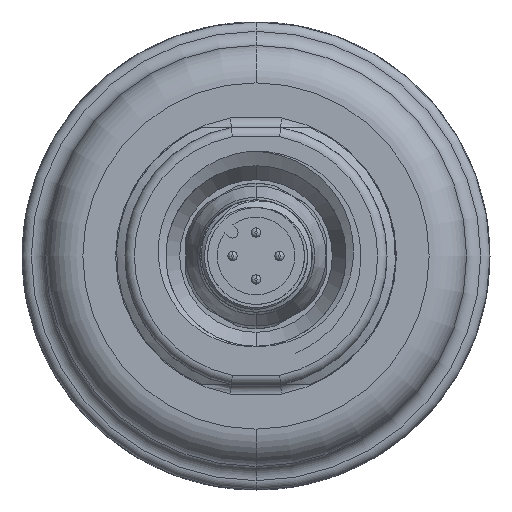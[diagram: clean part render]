
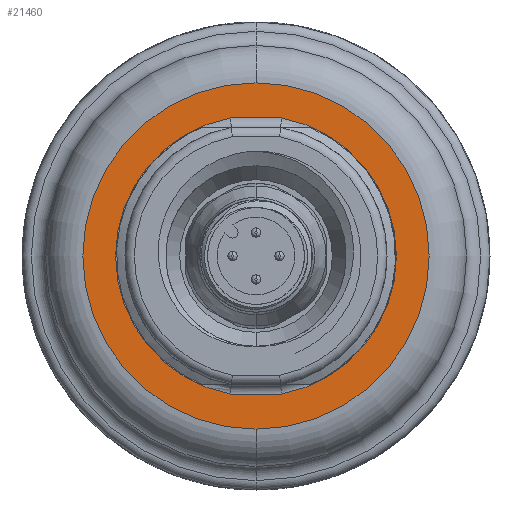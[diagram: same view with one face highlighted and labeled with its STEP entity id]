
A CAD part, front view. The second image highlights one B-rep face of the part: STEP entity #21460.
In plain terms, the highlighted planar face has unit normal (0, -1, 0).
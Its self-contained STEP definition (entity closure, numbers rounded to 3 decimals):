
#2134=CARTESIAN_POINT('',(0.,-3.,0.));
#2135=DIRECTION('',(0.,-1.,0.));
#2136=DIRECTION('',(0.,0.,-1.));
#2137=AXIS2_PLACEMENT_3D('',#2134,#2135,#2136);
#2139=CARTESIAN_POINT('',(0.,-3.,0.));
#2140=DIRECTION('',(0.,-1.,0.));
#2141=DIRECTION('',(0.,0.,1.));
#2142=AXIS2_PLACEMENT_3D('',#2139,#2140,#2141);
#2144=CARTESIAN_POINT('',(0.,-3.,0.));
#2145=DIRECTION('',(0.,-1.,0.));
#2146=DIRECTION('',(-0.182,0.,0.983));
#2147=AXIS2_PLACEMENT_3D('',#2144,#2145,#2146);
#2149=DIRECTION('',(1.,0.,0.));
#2150=VECTOR('',#2149,5.454);
#2151=CARTESIAN_POINT('',(-2.727,-3.,-14.75));
#2152=LINE('',#2151,#2150);
#2153=CARTESIAN_POINT('',(0.,-3.,0.));
#2154=DIRECTION('',(0.,-1.,0.));
#2155=DIRECTION('',(0.182,0.,-0.983));
#2156=AXIS2_PLACEMENT_3D('',#2153,#2154,#2155);
#2158=DIRECTION('',(-1.,0.,0.));
#2159=VECTOR('',#2158,5.454);
#2160=CARTESIAN_POINT('',(2.727,-3.,14.75));
#2161=LINE('',#2160,#2159);
#17231=CARTESIAN_POINT('',(-2.727,-3.,14.75));
#17232=CARTESIAN_POINT('',(-2.727,-3.,-14.75));
#17233=VERTEX_POINT('',#17231);
#17234=VERTEX_POINT('',#17232);
#17239=CARTESIAN_POINT('',(2.727,-3.,-14.75));
#17240=CARTESIAN_POINT('',(2.727,-3.,14.75));
#17241=VERTEX_POINT('',#17239);
#17242=VERTEX_POINT('',#17240);
#17483=CARTESIAN_POINT('',(0.,-3.,-18.5));
#17484=CARTESIAN_POINT('',(0.,-3.,18.5));
#17485=VERTEX_POINT('',#17483);
#17486=VERTEX_POINT('',#17484);
#21440=CARTESIAN_POINT('',(0.,-3.,0.));
#21441=DIRECTION('',(0.,-1.,0.));
#21442=DIRECTION('',(0.,0.,1.));
#21443=AXIS2_PLACEMENT_3D('',#21440,#21441,#21442);
#21444=PLANE('',#21443);
#21446=ORIENTED_EDGE('',*,*,#21445,.F.);
#21448=ORIENTED_EDGE('',*,*,#21447,.F.);
#21449=EDGE_LOOP('',(#21446,#21448));
#21450=FACE_OUTER_BOUND('',#21449,.F.);
#21451=ORIENTED_EDGE('',*,*,#21430,.T.);
#21453=ORIENTED_EDGE('',*,*,#21452,.T.);
#21455=ORIENTED_EDGE('',*,*,#21454,.T.);
#21457=ORIENTED_EDGE('',*,*,#21456,.T.);
#21458=EDGE_LOOP('',(#21451,#21453,#21455,#21457));
#21459=FACE_BOUND('',#21458,.F.);
#21460=ADVANCED_FACE('',(#21450,#21459),#21444,.T.);
#2138=CIRCLE('',#2137,18.5);
#2143=CIRCLE('',#2142,18.5);
#2148=CIRCLE('',#2147,15.);
#2157=CIRCLE('',#2156,15.);
#21430=EDGE_CURVE('',#17233,#17234,#2148,.T.);
#21445=EDGE_CURVE('',#17485,#17486,#2138,.T.);
#21447=EDGE_CURVE('',#17486,#17485,#2143,.T.);
#21452=EDGE_CURVE('',#17234,#17241,#2152,.T.);
#21454=EDGE_CURVE('',#17241,#17242,#2157,.T.);
#21456=EDGE_CURVE('',#17242,#17233,#2161,.T.);
